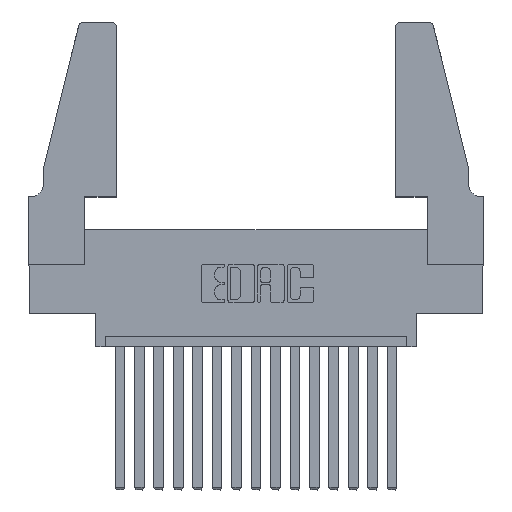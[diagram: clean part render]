
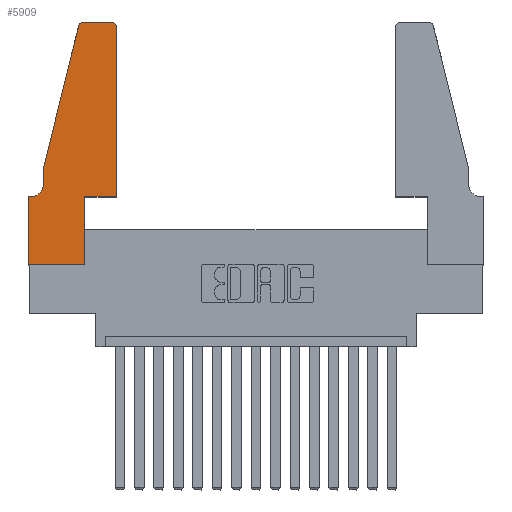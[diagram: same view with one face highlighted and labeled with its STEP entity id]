
A CAD part, top view. The second image highlights one B-rep face of the part: STEP entity #5909.
In plain terms, the highlighted planar face has unit normal (0, 0, 1).
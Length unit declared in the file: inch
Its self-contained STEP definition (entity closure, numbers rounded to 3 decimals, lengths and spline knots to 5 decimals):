
#135 = EDGE_CURVE ( 'NONE', #6208, #13911, #1190, .T. ) ;
#208 = LINE ( 'NONE', #7007, #4939 ) ;
#292 = CARTESIAN_POINT ( 'NONE',  ( 0.4205, 1.25, 0.37 ) ) ;
#424 = VECTOR ( 'NONE', #8996, 39.37008 ) ;
#498 = VECTOR ( 'NONE', #9086, 39.37008 ) ;
#565 = EDGE_CURVE ( 'NONE', #11924, #9871, #2064, .T. ) ;
#1170 = CARTESIAN_POINT ( 'NONE',  ( 0.2865, 0.35, 0.37 ) ) ;
#1190 = CIRCLE ( 'NONE', #7954, 0.03 ) ;
#1228 = EDGE_CURVE ( 'NONE', #5516, #11924, #9461, .T. ) ;
#1298 = CARTESIAN_POINT ( 'NONE',  ( 0.0755, 0.42, 0.37 ) ) ;
#1601 = EDGE_CURVE ( 'NONE', #13911, #4187, #2638, .T. ) ;
#1750 = VERTEX_POINT ( 'NONE', #17003 ) ;
#1974 = VECTOR ( 'NONE', #10748, 39.37008 ) ;
#2064 = LINE ( 'NONE', #6583, #424 ) ;
#2205 = ORIENTED_EDGE ( 'NONE', *, *, #6557, .T. ) ;
#2410 = EDGE_LOOP ( 'NONE', ( #8056, #2932, #10121, #11794, #15553, #14267, #16625, #15867, #10381, #12145, #2205, #14706 ) ) ;
#2429 = CARTESIAN_POINT ( 'NONE',  ( 0.25487, 1.22718, 0.37 ) ) ;
#2493 = AXIS2_PLACEMENT_3D ( 'NONE', #15763, #2516, #7714 ) ;
#2516 = DIRECTION ( 'NONE',  ( 0., 0., -1. ) ) ;
#2638 = LINE ( 'NONE', #14236, #5310 ) ;
#2932 = ORIENTED_EDGE ( 'NONE', *, *, #135, .T. ) ;
#3099 = VERTEX_POINT ( 'NONE', #15859 ) ;
#3547 = CARTESIAN_POINT ( 'NONE',  ( 0.4505, 0.35, 0.37 ) ) ;
#3710 = EDGE_CURVE ( 'NONE', #8031, #6208, #5468, .T. ) ;
#3764 = PLANE ( 'NONE',  #11671 ) ;
#4067 = CARTESIAN_POINT ( 'NONE',  ( 0., 0.35, 0.37 ) ) ;
#4072 = CARTESIAN_POINT ( 'NONE',  ( 0.0755, 0.35, 0.37 ) ) ;
#4187 = VERTEX_POINT ( 'NONE', #8283 ) ;
#4213 = DIRECTION ( 'NONE',  ( 0., 0., 1. ) ) ;
#4268 = VERTEX_POINT ( 'NONE', #1170 ) ;
#4398 = LINE ( 'NONE', #11179, #16761 ) ;
#4480 = EDGE_CURVE ( 'NONE', #6749, #8031, #15124, .T. ) ;
#4935 = AXIS2_PLACEMENT_3D ( 'NONE', #14685, #4213, #6874 ) ;
#4939 = VECTOR ( 'NONE', #8203, 39.37008 ) ;
#5055 = CARTESIAN_POINT ( 'NONE',  ( 0., 0., 0.37 ) ) ;
#5153 = EDGE_CURVE ( 'NONE', #4187, #14610, #4398, .T. ) ;
#5310 = VECTOR ( 'NONE', #14126, 39.37008 ) ;
#5401 = CARTESIAN_POINT ( 'NONE',  ( 0.2605, 1.25, 0.37 ) ) ;
#5468 = LINE ( 'NONE', #5401, #1974 ) ;
#5516 = VERTEX_POINT ( 'NONE', #12009 ) ;
#5661 = VECTOR ( 'NONE', #8739, 39.37008 ) ;
#5909 = ADVANCED_FACE ( 'NONE', ( #13818 ), #3764, .T. ) ;
#6071 = LINE ( 'NONE', #3547, #5661 ) ;
#6208 = VERTEX_POINT ( 'NONE', #7338 ) ;
#6357 = DIRECTION ( 'NONE',  ( 1., 0., 0. ) ) ;
#6557 = EDGE_CURVE ( 'NONE', #3099, #6749, #14615, .T. ) ;
#6575 = VECTOR ( 'NONE', #8989, 39.37008 ) ;
#6583 = CARTESIAN_POINT ( 'NONE',  ( 0., 0., 0.37 ) ) ;
#6749 = VERTEX_POINT ( 'NONE', #12183 ) ;
#6874 = DIRECTION ( 'NONE',  ( 1., 0., 0. ) ) ;
#7007 = CARTESIAN_POINT ( 'NONE',  ( 0.2865, 0.35, 0.37 ) ) ;
#7338 = CARTESIAN_POINT ( 'NONE',  ( 0.284, 1.25, 0.37 ) ) ;
#7714 = DIRECTION ( 'NONE',  ( -1., 0., 0. ) ) ;
#7795 = DIRECTION ( 'NONE',  ( 0., 0., 1. ) ) ;
#7954 = AXIS2_PLACEMENT_3D ( 'NONE', #13010, #7795, #6357 ) ;
#8031 = VERTEX_POINT ( 'NONE', #292 ) ;
#8056 = ORIENTED_EDGE ( 'NONE', *, *, #3710, .T. ) ;
#8203 = DIRECTION ( 'NONE',  ( 0., 1., 0. ) ) ;
#8283 = CARTESIAN_POINT ( 'NONE',  ( 0.0755, 0.5, 0.37 ) ) ;
#8739 = DIRECTION ( 'NONE',  ( 1., 0., 0. ) ) ;
#8989 = DIRECTION ( 'NONE',  ( 0., 1., 0. ) ) ;
#8996 = DIRECTION ( 'NONE',  ( 0., -1., 0. ) ) ;
#9013 = EDGE_CURVE ( 'NONE', #4268, #3099, #6071, .T. ) ;
#9086 = DIRECTION ( 'NONE',  ( 1., 0., 0. ) ) ;
#9120 = DIRECTION ( 'NONE',  ( 0., 0., 1. ) ) ;
#9461 = LINE ( 'NONE', #4072, #12342 ) ;
#9489 = EDGE_CURVE ( 'NONE', #9871, #1750, #15513, .T. ) ;
#9575 = EDGE_CURVE ( 'NONE', #14610, #5516, #16954, .T. ) ;
#9871 = VERTEX_POINT ( 'NONE', #14962 ) ;
#10121 = ORIENTED_EDGE ( 'NONE', *, *, #1601, .T. ) ;
#10381 = ORIENTED_EDGE ( 'NONE', *, *, #14670, .T. ) ;
#10575 = DIRECTION ( 'NONE',  ( -1., 0., 0. ) ) ;
#10748 = DIRECTION ( 'NONE',  ( -1., 0., 0. ) ) ;
#11179 = CARTESIAN_POINT ( 'NONE',  ( 0.0755, 0.5, 0.37 ) ) ;
#11625 = CARTESIAN_POINT ( 'NONE',  ( 0.4505, 0.35, 0.37 ) ) ;
#11671 = AXIS2_PLACEMENT_3D ( 'NONE', #15613, #9120, #14400 ) ;
#11794 = ORIENTED_EDGE ( 'NONE', *, *, #5153, .T. ) ;
#11924 = VERTEX_POINT ( 'NONE', #4067 ) ;
#12009 = CARTESIAN_POINT ( 'NONE',  ( 0.0055, 0.35, 0.37 ) ) ;
#12145 = ORIENTED_EDGE ( 'NONE', *, *, #9013, .T. ) ;
#12183 = CARTESIAN_POINT ( 'NONE',  ( 0.4505, 1.22, 0.37 ) ) ;
#12342 = VECTOR ( 'NONE', #10575, 39.37008 ) ;
#13010 = CARTESIAN_POINT ( 'NONE',  ( 0.284, 1.22, 0.37 ) ) ;
#13643 = DIRECTION ( 'NONE',  ( 0., -1., 0. ) ) ;
#13818 = FACE_OUTER_BOUND ( 'NONE', #2410, .T. ) ;
#13911 = VERTEX_POINT ( 'NONE', #2429 ) ;
#14126 = DIRECTION ( 'NONE',  ( -0.239, -0.971, 0. ) ) ;
#14236 = CARTESIAN_POINT ( 'NONE',  ( 0.0755, 0.5, 0.37 ) ) ;
#14267 = ORIENTED_EDGE ( 'NONE', *, *, #1228, .T. ) ;
#14400 = DIRECTION ( 'NONE',  ( 1., 0., 0. ) ) ;
#14610 = VERTEX_POINT ( 'NONE', #1298 ) ;
#14615 = LINE ( 'NONE', #11625, #6575 ) ;
#14670 = EDGE_CURVE ( 'NONE', #1750, #4268, #208, .T. ) ;
#14685 = CARTESIAN_POINT ( 'NONE',  ( 0.4205, 1.22, 0.37 ) ) ;
#14706 = ORIENTED_EDGE ( 'NONE', *, *, #4480, .T. ) ;
#14962 = CARTESIAN_POINT ( 'NONE',  ( 0., 0., 0.37 ) ) ;
#15124 = CIRCLE ( 'NONE', #4935, 0.03 ) ;
#15513 = LINE ( 'NONE', #5055, #498 ) ;
#15553 = ORIENTED_EDGE ( 'NONE', *, *, #9575, .T. ) ;
#15613 = CARTESIAN_POINT ( 'NONE',  ( 0., 0.35, 0.37 ) ) ;
#15763 = CARTESIAN_POINT ( 'NONE',  ( 0.0055, 0.42, 0.37 ) ) ;
#15859 = CARTESIAN_POINT ( 'NONE',  ( 0.4505, 0.35, 0.37 ) ) ;
#15867 = ORIENTED_EDGE ( 'NONE', *, *, #9489, .T. ) ;
#16625 = ORIENTED_EDGE ( 'NONE', *, *, #565, .T. ) ;
#16761 = VECTOR ( 'NONE', #13643, 39.37008 ) ;
#16954 = CIRCLE ( 'NONE', #2493, 0.07 ) ;
#17003 = CARTESIAN_POINT ( 'NONE',  ( 0.2865, 0., 0.37 ) ) ;
